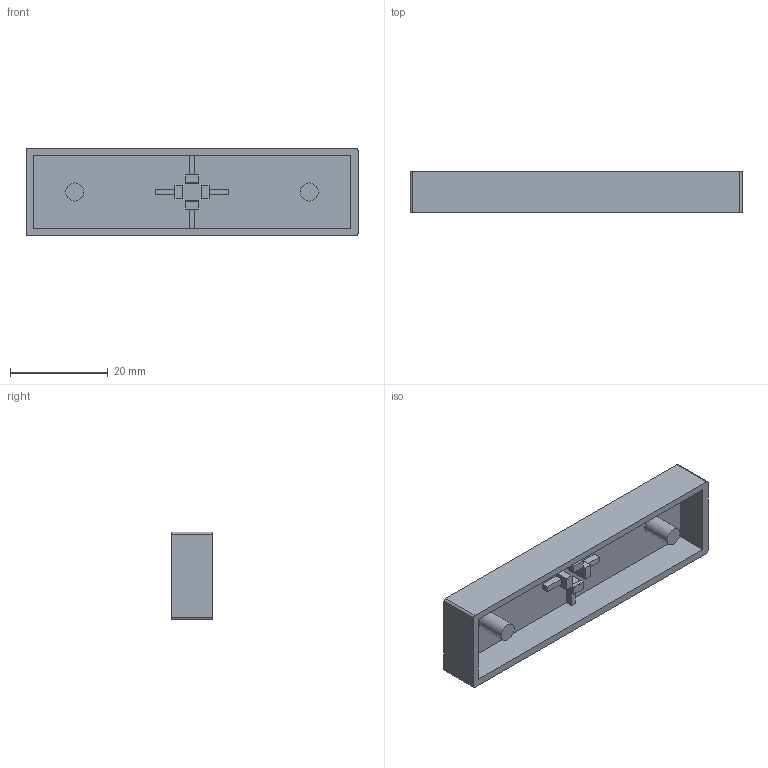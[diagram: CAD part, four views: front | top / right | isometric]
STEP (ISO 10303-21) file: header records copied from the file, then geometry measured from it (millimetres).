
FILE_DESCRIPTION(/* description */ (''),/* implementation_level */ '2;1');
FILE_NAME(/* name */ 'play v1.step',/* time_stamp */ '2023-03-03T21:54:43+01:00',/* author */ (''),/* organization */ (''),/* preprocessor_version */ 'ST-DEVELOPER v19.2',/* originating_system */ 'Autodesk Translation Framework v11.17.0.187',/* authorisation */ '');
FILE_SCHEMA (('AUTOMOTIVE_DESIGN { 1 0 10303 214 3 1 1 }'));
Length unit declared in the file: millimetre
Products named in the file (1): play
Bounding box: 68 x 8.5 x 18 mm (x, y, z)
Volume: 4095.5 mm3; surface area: 5486 mm2
Topology: 1 solids, 1 shells, 87 faces, 219 edges, 146 vertices
Faces by surface type: plane 71, cylinder 8, bspline 8
Full cylindrical faces by diameter (mm): 3.7 x2, 13.68 x1, 13.837 x1
Entity records: 2626 total; most frequent: CARTESIAN_POINT 557, ORIENTED_EDGE 438, DIRECTION 379, EDGE_CURVE 219, LINE 187, VECTOR 187, VERTEX_POINT 146, EDGE_LOOP 99
